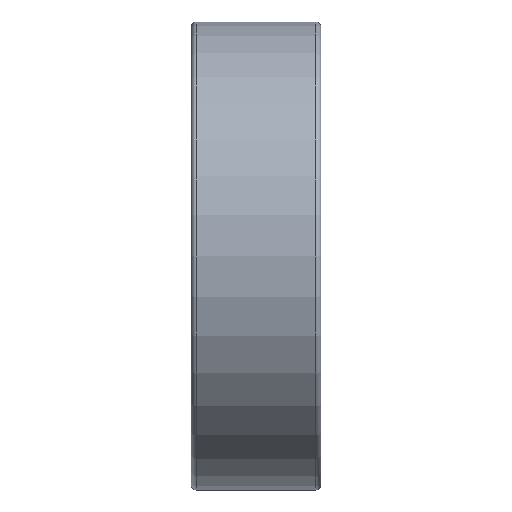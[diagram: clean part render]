
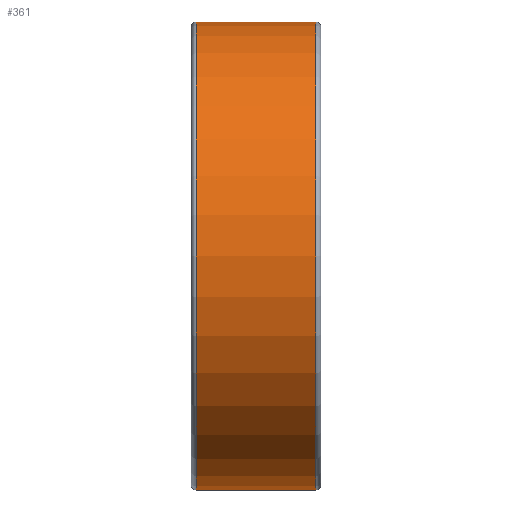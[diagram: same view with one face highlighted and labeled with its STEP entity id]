
A CAD part, front view. The second image highlights one B-rep face of the part: STEP entity #361.
In plain terms, the highlighted cylindrical face has radius 4.5 mm (diameter 9 mm), a partial arc.
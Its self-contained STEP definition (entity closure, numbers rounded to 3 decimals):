
#69 = DIRECTION ( 'NONE',  ( 1., 0., 0. ) ) ;
#72 = FACE_OUTER_BOUND ( 'NONE', #660, .T. ) ;
#91 = DIRECTION ( 'NONE',  ( 0., 0., -1. ) ) ;
#116 = ORIENTED_EDGE ( 'NONE', *, *, #802, .T. ) ;
#118 = CARTESIAN_POINT ( 'NONE',  ( -20.637, 0., 0. ) ) ;
#159 = LINE ( 'NONE', #642, #657 ) ;
#170 = VERTEX_POINT ( 'NONE', #792 ) ;
#181 = DIRECTION ( 'NONE',  ( 1., 0., 0. ) ) ;
#184 = LINE ( 'NONE', #750, #550 ) ;
#186 = VERTEX_POINT ( 'NONE', #419 ) ;
#197 = VERTEX_POINT ( 'NONE', #342 ) ;
#261 = CARTESIAN_POINT ( 'NONE',  ( -1.15, 0., -4.5 ) ) ;
#314 = AXIS2_PLACEMENT_3D ( 'NONE', #118, #624, #500 ) ;
#321 = AXIS2_PLACEMENT_3D ( 'NONE', #477, #536, #91 ) ;
#342 = CARTESIAN_POINT ( 'NONE',  ( 1.15, 0., -4.5 ) ) ;
#361 = ADVANCED_FACE ( 'NONE', ( #72 ), #560, .T. ) ;
#393 = ORIENTED_EDGE ( 'NONE', *, *, #509, .F. ) ;
#400 = ORIENTED_EDGE ( 'NONE', *, *, #451, .F. ) ;
#419 = CARTESIAN_POINT ( 'NONE',  ( -1.15, 0., 4.5 ) ) ;
#434 = AXIS2_PLACEMENT_3D ( 'NONE', #769, #582, #571 ) ;
#451 = EDGE_CURVE ( 'NONE', #186, #170, #184, .T. ) ;
#477 = CARTESIAN_POINT ( 'NONE',  ( -1.15, 0., 0. ) ) ;
#500 = DIRECTION ( 'NONE',  ( 0., 0., -1. ) ) ;
#503 = CIRCLE ( 'NONE', #434, 4.5 ) ;
#509 = EDGE_CURVE ( 'NONE', #170, #197, #503, .T. ) ;
#535 = EDGE_CURVE ( 'NONE', #588, #197, #159, .T. ) ;
#536 = DIRECTION ( 'NONE',  ( 1., 0., 0. ) ) ;
#550 = VECTOR ( 'NONE', #181, 1000. ) ;
#560 = CYLINDRICAL_SURFACE ( 'NONE', #314, 4.5 ) ;
#571 = DIRECTION ( 'NONE',  ( 0., 0., -1. ) ) ;
#580 = ORIENTED_EDGE ( 'NONE', *, *, #535, .T. ) ;
#582 = DIRECTION ( 'NONE',  ( 1., 0., 0. ) ) ;
#588 = VERTEX_POINT ( 'NONE', #261 ) ;
#624 = DIRECTION ( 'NONE',  ( 1., 0., 0. ) ) ;
#642 = CARTESIAN_POINT ( 'NONE',  ( -20.637, 0., -4.5 ) ) ;
#657 = VECTOR ( 'NONE', #69, 1000. ) ;
#660 = EDGE_LOOP ( 'NONE', ( #400, #116, #580, #393 ) ) ;
#693 = CIRCLE ( 'NONE', #321, 4.5 ) ;
#750 = CARTESIAN_POINT ( 'NONE',  ( -20.637, 0., 4.5 ) ) ;
#769 = CARTESIAN_POINT ( 'NONE',  ( 1.15, 0., 0. ) ) ;
#792 = CARTESIAN_POINT ( 'NONE',  ( 1.15, 0., 4.5 ) ) ;
#802 = EDGE_CURVE ( 'NONE', #186, #588, #693, .T. ) ;
